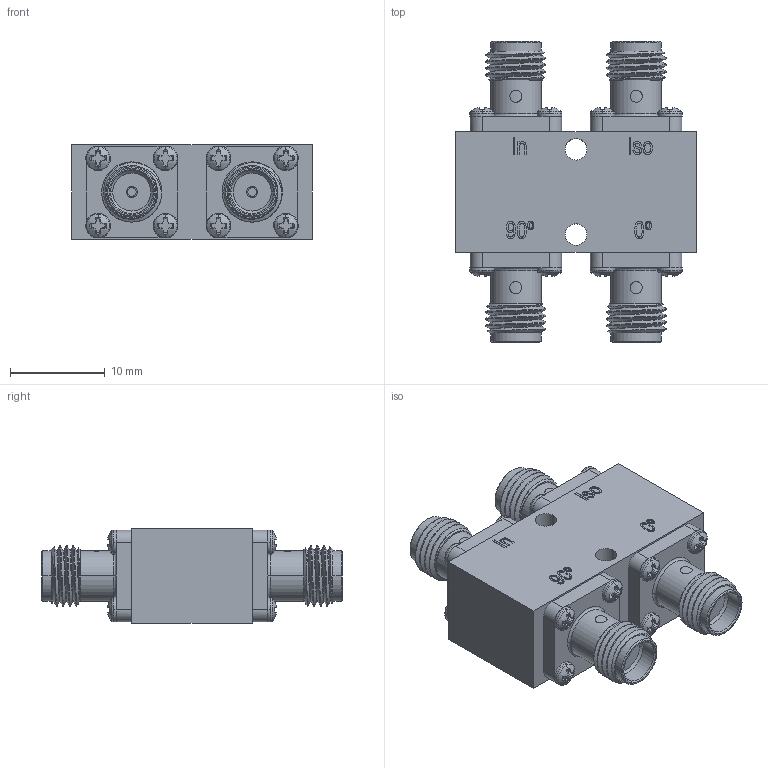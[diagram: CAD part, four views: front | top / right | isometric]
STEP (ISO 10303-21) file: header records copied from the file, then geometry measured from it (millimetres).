
FILE_DESCRIPTION (( 'STEP AP214' ), '1' );
FILE_NAME ('PE2CP1142¦ FMCP1142.step', '2021-05-20T15:02:53', ( '' ), ( '' ), 'SwSTEP 2.0', 'SolidWorks 2020', '' );
FILE_SCHEMA (( 'AUTOMOTIVE_DESIGN' ));
Length unit declared in the file: inch
Products named in the file (1): PE2CP1142¦ FMCP1142
Bounding box: 25.4 x 31.75 x 10 mm (x, y, z)
Volume: 4342.2 mm3; surface area: 3104.2 mm2
Topology: 1 solids, 17 shells, 874 faces, 2266 edges, 1480 vertices
Faces by surface type: plane 412, cylinder 172, bspline 154, cone 128, torus 8
Entity records: 36326 total; most frequent: CARTESIAN_POINT 16559, ORIENTED_EDGE 4532, DIRECTION 3492, EDGE_CURVE 2266, VERTEX_POINT 1480, AXIS2_PLACEMENT_3D 1305, EDGE_LOOP 932, LINE 882
